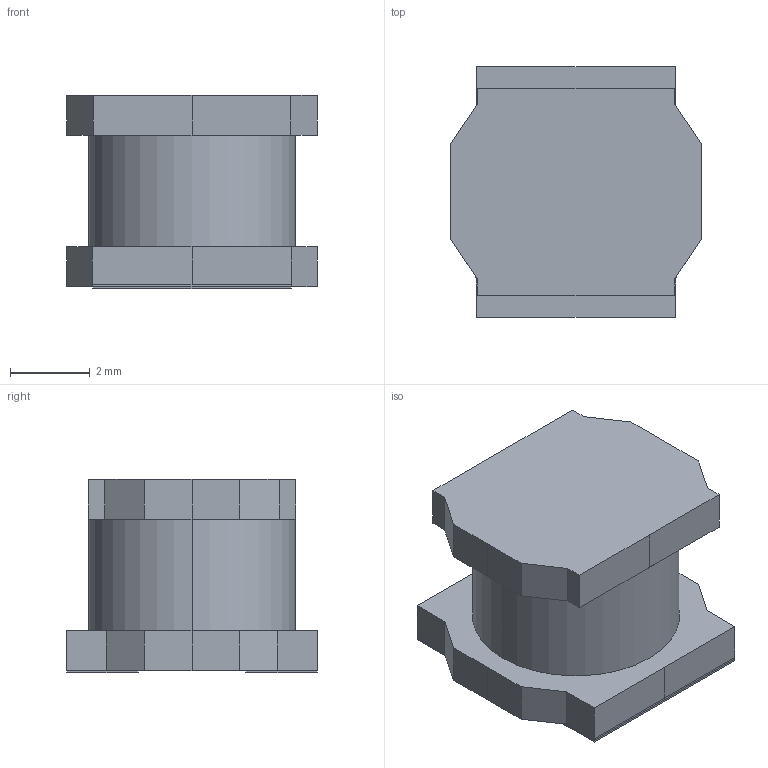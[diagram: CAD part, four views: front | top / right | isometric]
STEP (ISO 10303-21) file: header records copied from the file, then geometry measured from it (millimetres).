
FILE_DESCRIPTION (( 'STEP AP214' ), '1' );
FILE_NAME ('5C758900-C9A1-4CFE-8622-4B05E829A91C.STEP', '2025-11-10T10:42:34', ( '' ), ( '' ), 'SwSTEP 2.0', 'SolidWorks 2022', '' );
FILE_SCHEMA (( 'AUTOMOTIVE_DESIGN' ));
Length unit declared in the file: millimetre
Products named in the file (1): 5C758900-C9A1-4CFE-8622-4B05E829A91C
Bounding box: 6.3 x 6.3 x 4.85 mm (x, y, z)
Volume: 126.6 mm3; surface area: 181.7 mm2
Topology: 1 solids, 1 shells, 52 faces, 138 edges, 90 vertices
Faces by surface type: plane 50, cylinder 2
Entity records: 1788 total; most frequent: CARTESIAN_POINT 281, ORIENTED_EDGE 276, DIRECTION 248, EDGE_CURVE 138, LINE 134, VECTOR 134, VERTEX_POINT 90, AXIS2_PLACEMENT_3D 57
